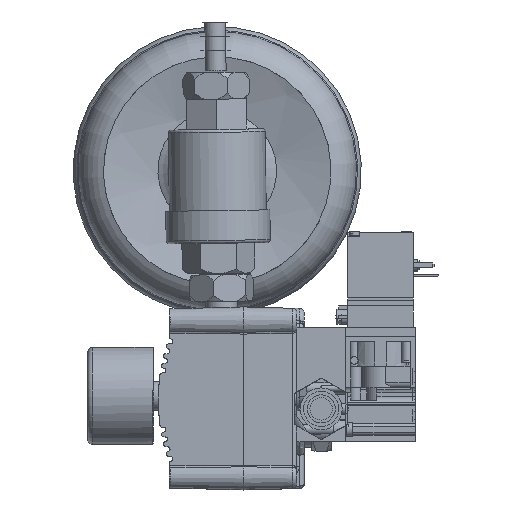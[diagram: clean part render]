
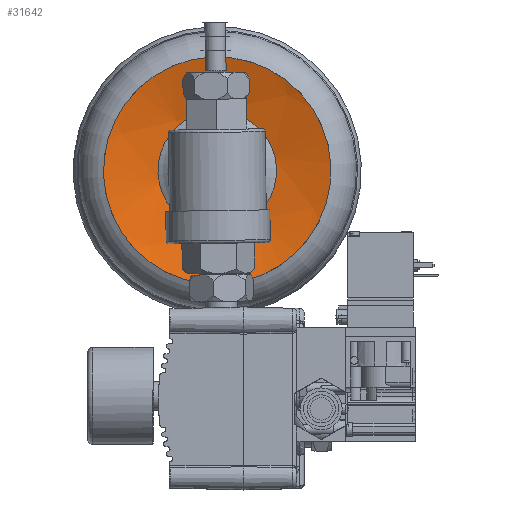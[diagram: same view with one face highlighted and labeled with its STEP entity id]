
A CAD part, left-side view. The second image highlights one B-rep face of the part: STEP entity #31642.
In plain terms, the highlighted spherical face has radius 137.607 mm.
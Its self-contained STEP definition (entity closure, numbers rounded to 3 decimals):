
#51=SPHERICAL_SURFACE('',#34482,137.607);
#3877=FACE_OUTER_BOUND('',#5819,.T.);
#5819=EDGE_LOOP('',(#26848,#26849));
#12719=CIRCLE('',#34483,46.972);
#12720=CIRCLE('',#34484,46.972);
#15076=VERTEX_POINT('',#71425);
#15077=VERTEX_POINT('',#71426);
#19198=EDGE_CURVE('',#15076,#15077,#12719,.T.);
#19199=EDGE_CURVE('',#15077,#15076,#12720,.T.);
#26848=ORIENTED_EDGE('',*,*,#19198,.T.);
#26849=ORIENTED_EDGE('',*,*,#19199,.T.);
#31642=ADVANCED_FACE('',(#3877),#51,.T.);
#34482=AXIS2_PLACEMENT_3D('',#71424,#41440,#41441);
#34483=AXIS2_PLACEMENT_3D('',#71427,#41442,#41443);
#34484=AXIS2_PLACEMENT_3D('',#71428,#41444,#41445);
#41440=DIRECTION('center_axis',(0.,0.227,
0.974));
#41441=DIRECTION('ref_axis',(1.,0.,0.));
#41442=DIRECTION('center_axis',(1.,0.,0.));
#41443=DIRECTION('ref_axis',(0.,0.974,-0.227));
#41444=DIRECTION('center_axis',(1.,0.,0.));
#41445=DIRECTION('ref_axis',(0.,0.974,-0.227));
#71424=CARTESIAN_POINT('Origin',(-133.777,17.075,35.251));
#71425=CARTESIAN_POINT('',(-4.435,37.046,77.766));
#71426=CARTESIAN_POINT('',(-4.435,27.732,80.998));
#71427=CARTESIAN_POINT('Origin',(-4.435,17.075,35.251));
#71428=CARTESIAN_POINT('Origin',(-4.435,17.075,35.251));
